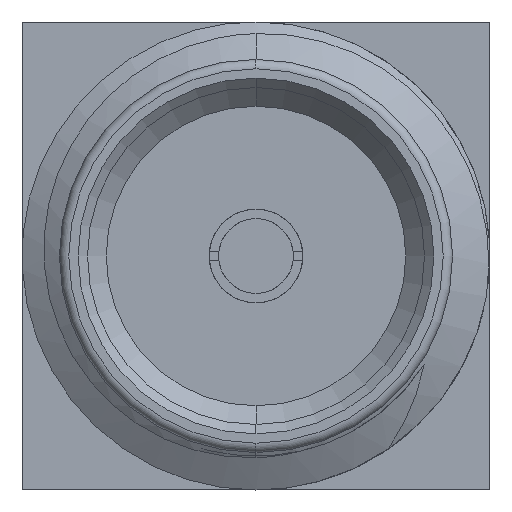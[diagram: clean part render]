
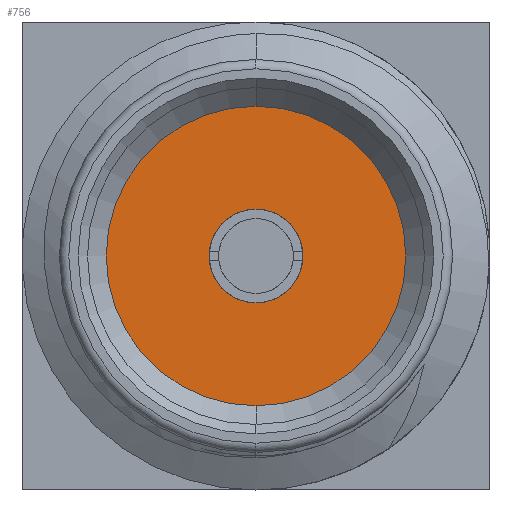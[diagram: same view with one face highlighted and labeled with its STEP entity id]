
A CAD part, left-side view. The second image highlights one B-rep face of the part: STEP entity #756.
In plain terms, the highlighted planar face has unit normal (-1, 0, 0).
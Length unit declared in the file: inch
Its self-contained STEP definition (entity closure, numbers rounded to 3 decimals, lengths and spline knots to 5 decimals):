
#93 = CARTESIAN_POINT ( 'NONE',  ( 0.08, 0., -0.08 ) ) ;
#203 = CARTESIAN_POINT ( 'NONE',  ( 0.08, 0., -0.025 ) ) ;
#239 = VERTEX_POINT ( 'NONE', #3673 ) ;
#244 = CARTESIAN_POINT ( 'NONE',  ( 0.08, 0., 0. ) ) ;
#338 = CIRCLE ( 'NONE', #673, 0.025 ) ;
#430 = EDGE_CURVE ( 'NONE', #239, #1762, #1257, .T. ) ;
#488 = DIRECTION ( 'NONE',  ( -1., 0., 0. ) ) ;
#635 = FACE_BOUND ( 'NONE', #1263, .T. ) ;
#673 = AXIS2_PLACEMENT_3D ( 'NONE', #2033, #2907, #2930 ) ;
#711 = AXIS2_PLACEMENT_3D ( 'NONE', #1711, #2874, #1995 ) ;
#714 = DIRECTION ( 'NONE',  ( 0., 0., 1. ) ) ;
#756 = ADVANCED_FACE ( 'NONE', ( #635, #2060 ), #1536, .T. ) ;
#883 = ORIENTED_EDGE ( 'NONE', *, *, #1323, .F. ) ;
#1080 = ORIENTED_EDGE ( 'NONE', *, *, #2344, .F. ) ;
#1257 = CIRCLE ( 'NONE', #711, 0.08 ) ;
#1258 = DIRECTION ( 'NONE',  ( -1., 0., 0. ) ) ;
#1263 = EDGE_LOOP ( 'NONE', ( #1080, #883 ) ) ;
#1323 = EDGE_CURVE ( 'NONE', #3185, #2391, #2777, .T. ) ;
#1365 = DIRECTION ( 'NONE',  ( 0., 0., 1. ) ) ;
#1432 = DIRECTION ( 'NONE',  ( 0., 0., 1. ) ) ;
#1536 = PLANE ( 'NONE',  #1921 ) ;
#1711 = CARTESIAN_POINT ( 'NONE',  ( 0.08, 0., 0. ) ) ;
#1762 = VERTEX_POINT ( 'NONE', #93 ) ;
#1921 = AXIS2_PLACEMENT_3D ( 'NONE', #3005, #1258, #714 ) ;
#1928 = AXIS2_PLACEMENT_3D ( 'NONE', #2906, #2853, #1432 ) ;
#1975 = EDGE_LOOP ( 'NONE', ( #3312, #3453 ) ) ;
#1995 = DIRECTION ( 'NONE',  ( 0., 0., 1. ) ) ;
#2033 = CARTESIAN_POINT ( 'NONE',  ( 0.08, 0., 0. ) ) ;
#2060 = FACE_OUTER_BOUND ( 'NONE', #1975, .T. ) ;
#2344 = EDGE_CURVE ( 'NONE', #2391, #3185, #338, .T. ) ;
#2391 = VERTEX_POINT ( 'NONE', #203 ) ;
#2433 = AXIS2_PLACEMENT_3D ( 'NONE', #244, #488, #1365 ) ;
#2777 = CIRCLE ( 'NONE', #2433, 0.025 ) ;
#2853 = DIRECTION ( 'NONE',  ( -1., 0., 0. ) ) ;
#2874 = DIRECTION ( 'NONE',  ( -1., 0., 0. ) ) ;
#2906 = CARTESIAN_POINT ( 'NONE',  ( 0.08, 0., 0. ) ) ;
#2907 = DIRECTION ( 'NONE',  ( -1., 0., 0. ) ) ;
#2930 = DIRECTION ( 'NONE',  ( 0., 0., 1. ) ) ;
#3005 = CARTESIAN_POINT ( 'NONE',  ( 0.08, 0., 0. ) ) ;
#3166 = CARTESIAN_POINT ( 'NONE',  ( 0.08, 0., 0.025 ) ) ;
#3181 = CIRCLE ( 'NONE', #1928, 0.08 ) ;
#3185 = VERTEX_POINT ( 'NONE', #3166 ) ;
#3212 = EDGE_CURVE ( 'NONE', #1762, #239, #3181, .T. ) ;
#3312 = ORIENTED_EDGE ( 'NONE', *, *, #430, .T. ) ;
#3453 = ORIENTED_EDGE ( 'NONE', *, *, #3212, .T. ) ;
#3673 = CARTESIAN_POINT ( 'NONE',  ( 0.08, 0., 0.08 ) ) ;
